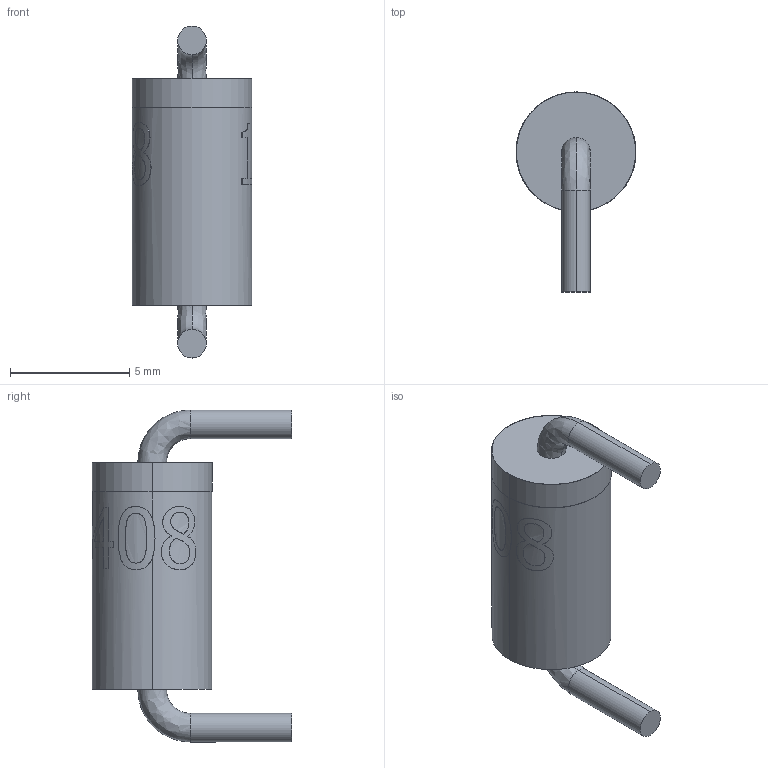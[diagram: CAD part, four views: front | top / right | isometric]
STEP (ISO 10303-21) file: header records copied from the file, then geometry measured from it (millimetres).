
FILE_DESCRIPTION (( 'STEP AP214' ), '1' );
FILE_NAME ('6995BDC3-66FE-44FD-958A-4BC55015990B.STEP', '2023-01-25T03:28:30', ( '' ), ( '' ), 'SwSTEP 2.0', 'SolidWorks 2022', '' );
FILE_SCHEMA (( 'AUTOMOTIVE_DESIGN' ));
Length unit declared in the file: millimetre
Products named in the file (1): 6995BDC3-66FE-44FD-958A-4BC55015990B
Bounding box: 5.02 x 8.36 x 13.9 mm (x, y, z)
Volume: 202.1 mm3; surface area: 278.4 mm2
Topology: 2 solids, 2 shells, 118 faces, 305 edges, 202 vertices
Faces by surface type: bspline 53, plane 45, cylinder 20
Entity records: 20518 total; most frequent: CARTESIAN_POINT 16593, ORIENTED_EDGE 610, DIRECTION 393, EDGE_CURVE 305, VERTEX_POINT 202, LINE 141, VECTOR 141, EDGE_LOOP 131
